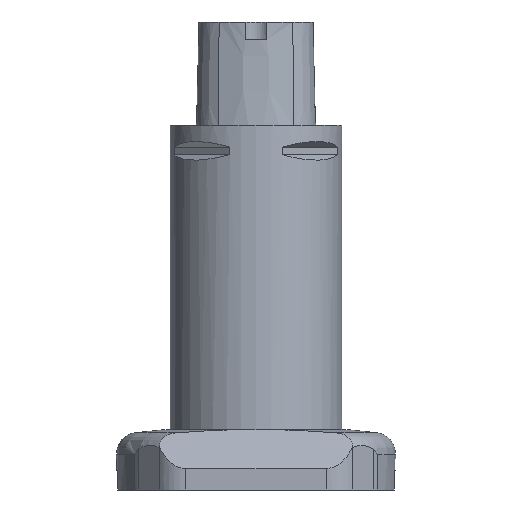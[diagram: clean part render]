
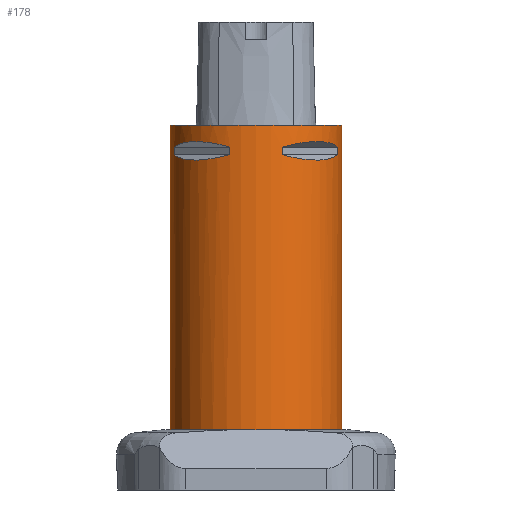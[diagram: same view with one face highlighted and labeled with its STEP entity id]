
A CAD part, front view. The second image highlights one B-rep face of the part: STEP entity #178.
In plain terms, the highlighted cylindrical face has radius 40 mm (diameter 80 mm), a full revolution.
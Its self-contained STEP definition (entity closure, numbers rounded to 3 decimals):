
#47=FACE_BOUND('',#310,.T.);
#48=FACE_BOUND('',#311,.T.);
#49=FACE_BOUND('',#312,.T.);
#50=FACE_BOUND('',#313,.T.);
#51=FACE_BOUND('',#314,.T.);
#52=FACE_BOUND('',#315,.T.);
#69=ELLIPSE('',#1037,46.188,40.);
#70=ELLIPSE('',#1038,46.188,40.);
#71=ELLIPSE('',#1039,46.188,40.);
#72=ELLIPSE('',#1040,46.188,40.);
#73=ELLIPSE('',#1042,46.188,40.);
#74=ELLIPSE('',#1043,46.188,40.);
#75=ELLIPSE('',#1044,46.188,40.);
#76=ELLIPSE('',#1045,46.188,40.);
#87=CYLINDRICAL_SURFACE('',#1046,40.);
#133=CIRCLE('',#1036,40.);
#134=CIRCLE('',#1041,40.);
#178=ADVANCED_FACE('',(#47,#48,#49,#50,#51,#52),#87,.T.);
#310=EDGE_LOOP('',(#477));
#311=EDGE_LOOP('',(#478,#479,#480,#481));
#312=EDGE_LOOP('',(#482,#483,#484,#485));
#313=EDGE_LOOP('',(#486));
#314=EDGE_LOOP('',(#487,#488,#489,#490));
#315=EDGE_LOOP('',(#491,#492,#493,#494));
#477=ORIENTED_EDGE('',*,*,#781,.F.);
#478=ORIENTED_EDGE('',*,*,#782,.T.);
#479=ORIENTED_EDGE('',*,*,#783,.T.);
#480=ORIENTED_EDGE('',*,*,#784,.T.);
#481=ORIENTED_EDGE('',*,*,#785,.T.);
#482=ORIENTED_EDGE('',*,*,#786,.T.);
#483=ORIENTED_EDGE('',*,*,#787,.T.);
#484=ORIENTED_EDGE('',*,*,#788,.T.);
#485=ORIENTED_EDGE('',*,*,#789,.T.);
#486=ORIENTED_EDGE('',*,*,#790,.T.);
#487=ORIENTED_EDGE('',*,*,#791,.T.);
#488=ORIENTED_EDGE('',*,*,#792,.T.);
#489=ORIENTED_EDGE('',*,*,#793,.T.);
#490=ORIENTED_EDGE('',*,*,#794,.T.);
#491=ORIENTED_EDGE('',*,*,#795,.T.);
#492=ORIENTED_EDGE('',*,*,#796,.T.);
#493=ORIENTED_EDGE('',*,*,#797,.T.);
#494=ORIENTED_EDGE('',*,*,#798,.T.);
#669=VERTEX_POINT('',#1625);
#670=VERTEX_POINT('',#1627);
#671=VERTEX_POINT('',#1628);
#672=VERTEX_POINT('',#1630);
#673=VERTEX_POINT('',#1632);
#674=VERTEX_POINT('',#1635);
#675=VERTEX_POINT('',#1636);
#676=VERTEX_POINT('',#1638);
#677=VERTEX_POINT('',#1640);
#678=VERTEX_POINT('',#1643);
#679=VERTEX_POINT('',#1645);
#680=VERTEX_POINT('',#1646);
#681=VERTEX_POINT('',#1648);
#682=VERTEX_POINT('',#1650);
#683=VERTEX_POINT('',#1653);
#684=VERTEX_POINT('',#1654);
#685=VERTEX_POINT('',#1656);
#686=VERTEX_POINT('',#1658);
#781=EDGE_CURVE('',#669,#669,#133,.T.);
#782=EDGE_CURVE('',#670,#671,#873,.T.);
#783=EDGE_CURVE('',#671,#672,#69,.T.);
#784=EDGE_CURVE('',#672,#673,#874,.T.);
#785=EDGE_CURVE('',#673,#670,#70,.T.);
#786=EDGE_CURVE('',#674,#675,#875,.T.);
#787=EDGE_CURVE('',#675,#676,#71,.T.);
#788=EDGE_CURVE('',#676,#677,#876,.T.);
#789=EDGE_CURVE('',#677,#674,#72,.T.);
#790=EDGE_CURVE('',#678,#678,#134,.T.);
#791=EDGE_CURVE('',#679,#680,#877,.T.);
#792=EDGE_CURVE('',#680,#681,#73,.T.);
#793=EDGE_CURVE('',#681,#682,#878,.T.);
#794=EDGE_CURVE('',#682,#679,#74,.T.);
#795=EDGE_CURVE('',#683,#684,#879,.T.);
#796=EDGE_CURVE('',#684,#685,#75,.T.);
#797=EDGE_CURVE('',#685,#686,#880,.T.);
#798=EDGE_CURVE('',#686,#683,#76,.T.);
#873=LINE('',#1626,#929);
#874=LINE('',#1631,#930);
#875=LINE('',#1634,#931);
#876=LINE('',#1639,#932);
#877=LINE('',#1644,#933);
#878=LINE('',#1649,#934);
#879=LINE('',#1652,#935);
#880=LINE('',#1657,#936);
#929=VECTOR('',#1230,1.);
#930=VECTOR('',#1233,1.);
#931=VECTOR('',#1236,1.);
#932=VECTOR('',#1239,1.);
#933=VECTOR('',#1244,1.);
#934=VECTOR('',#1247,1.);
#935=VECTOR('',#1250,1.);
#936=VECTOR('',#1253,1.);
#1036=AXIS2_PLACEMENT_3D('',#1624,#1228,#1229);
#1037=AXIS2_PLACEMENT_3D('',#1629,#1231,#1232);
#1038=AXIS2_PLACEMENT_3D('',#1633,#1234,#1235);
#1039=AXIS2_PLACEMENT_3D('',#1637,#1237,#1238);
#1040=AXIS2_PLACEMENT_3D('',#1641,#1240,#1241);
#1041=AXIS2_PLACEMENT_3D('',#1642,#1242,#1243);
#1042=AXIS2_PLACEMENT_3D('',#1647,#1245,#1246);
#1043=AXIS2_PLACEMENT_3D('',#1651,#1248,#1249);
#1044=AXIS2_PLACEMENT_3D('',#1655,#1251,#1252);
#1045=AXIS2_PLACEMENT_3D('',#1659,#1254,#1255);
#1046=AXIS2_PLACEMENT_3D('',#1660,#1256,#1257);
#1228=DIRECTION('',(0.,0.,-1.));
#1229=DIRECTION('',(-1.,0.,0.));
#1230=DIRECTION('',(0.,0.,1.));
#1231=DIRECTION('',(-0.354,-0.354,0.866));
#1232=DIRECTION('',(-0.612,-0.612,-0.5));
#1233=DIRECTION('',(0.,0.,-1.));
#1234=DIRECTION('',(-0.354,-0.354,-0.866));
#1235=DIRECTION('',(0.612,0.612,-0.5));
#1236=DIRECTION('',(0.,0.,1.));
#1237=DIRECTION('',(0.354,0.354,0.866));
#1238=DIRECTION('',(0.612,0.612,-0.5));
#1239=DIRECTION('',(0.,0.,-1.));
#1240=DIRECTION('',(0.354,0.354,-0.866));
#1241=DIRECTION('',(-0.612,-0.612,-0.5));
#1242=DIRECTION('',(0.,0.,-1.));
#1243=DIRECTION('',(-1.,0.,0.));
#1244=DIRECTION('',(0.,0.,1.));
#1245=DIRECTION('',(0.354,-0.354,0.866));
#1246=DIRECTION('',(0.612,-0.612,-0.5));
#1247=DIRECTION('',(0.,0.,-1.));
#1248=DIRECTION('',(0.354,-0.354,-0.866));
#1249=DIRECTION('',(-0.612,0.612,-0.5));
#1250=DIRECTION('',(0.,0.,1.));
#1251=DIRECTION('',(-0.354,0.354,0.866));
#1252=DIRECTION('',(-0.612,0.612,-0.5));
#1253=DIRECTION('',(0.,0.,-1.));
#1254=DIRECTION('',(-0.354,0.354,-0.866));
#1255=DIRECTION('',(0.612,-0.612,-0.5));
#1256=DIRECTION('',(0.,0.,-1.));
#1257=DIRECTION('',(-1.,0.,0.));
#1624=CARTESIAN_POINT('',(0.,0.,-141.9));
#1625=CARTESIAN_POINT('',(-40.,0.,-141.9));
#1626=CARTESIAN_POINT('',(38.115,12.133,0.));
#1627=CARTESIAN_POINT('',(38.115,12.133,-13.75));
#1628=CARTESIAN_POINT('',(38.115,12.133,-10.25));
#1629=CARTESIAN_POINT('',(0.,0.,-30.764));
#1630=CARTESIAN_POINT('',(12.133,38.115,-10.25));
#1631=CARTESIAN_POINT('',(12.133,38.115,0.));
#1632=CARTESIAN_POINT('',(12.133,38.115,-13.75));
#1633=CARTESIAN_POINT('',(0.,0.,6.764));
#1634=CARTESIAN_POINT('',(-38.115,-12.133,0.));
#1635=CARTESIAN_POINT('',(-38.115,-12.133,-13.75));
#1636=CARTESIAN_POINT('',(-38.115,-12.133,-10.25));
#1637=CARTESIAN_POINT('',(0.,0.,-30.764));
#1638=CARTESIAN_POINT('',(-12.133,-38.115,-10.25));
#1639=CARTESIAN_POINT('',(-12.133,-38.115,0.));
#1640=CARTESIAN_POINT('',(-12.133,-38.115,-13.75));
#1641=CARTESIAN_POINT('',(0.,0.,6.764));
#1642=CARTESIAN_POINT('',(0.,0.,0.));
#1643=CARTESIAN_POINT('',(-40.,0.,0.));
#1644=CARTESIAN_POINT('',(-12.133,38.115,0.));
#1645=CARTESIAN_POINT('',(-12.133,38.115,-13.75));
#1646=CARTESIAN_POINT('',(-12.133,38.115,-10.25));
#1647=CARTESIAN_POINT('',(0.,0.,-30.764));
#1648=CARTESIAN_POINT('',(-38.115,12.133,-10.25));
#1649=CARTESIAN_POINT('',(-38.115,12.133,0.));
#1650=CARTESIAN_POINT('',(-38.115,12.133,-13.75));
#1651=CARTESIAN_POINT('',(0.,0.,6.764));
#1652=CARTESIAN_POINT('',(12.133,-38.115,0.));
#1653=CARTESIAN_POINT('',(12.133,-38.115,-13.75));
#1654=CARTESIAN_POINT('',(12.133,-38.115,-10.25));
#1655=CARTESIAN_POINT('',(0.,0.,-30.764));
#1656=CARTESIAN_POINT('',(38.115,-12.133,-10.25));
#1657=CARTESIAN_POINT('',(38.115,-12.133,0.));
#1658=CARTESIAN_POINT('',(38.115,-12.133,-13.75));
#1659=CARTESIAN_POINT('',(0.,0.,6.764));
#1660=CARTESIAN_POINT('',(0.,0.,-140.));
